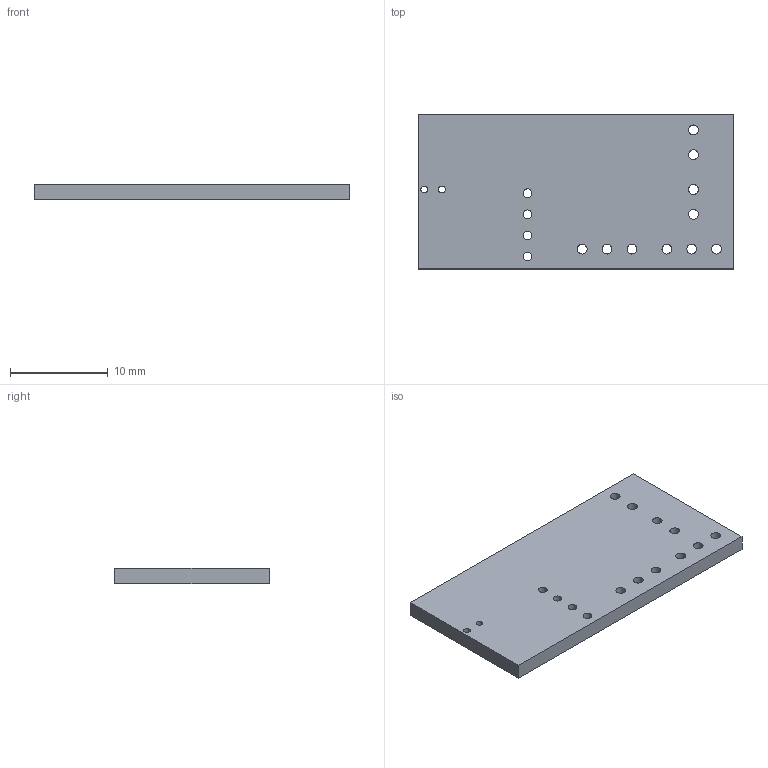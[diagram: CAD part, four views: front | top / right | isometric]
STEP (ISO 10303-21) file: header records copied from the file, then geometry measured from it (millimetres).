
FILE_DESCRIPTION(('KiCad electronic assembly'),'2;1');
FILE_NAME('heatedGripv2.step','2023-10-24T12:06:16',('Pcbnew'),('Kicad') ,'Open CASCADE STEP processor 7.6','KiCad to STEP converter','Unknown' );
FILE_SCHEMA(('AUTOMOTIVE_DESIGN { 1 0 10303 214 1 1 1 1 }'));
Length unit declared in the file: millimetre
Products named in the file (2): heatedGripv2 1; heatedGripv2 PCB
Assembly tree (1 placements, depth 2):
  heatedGripv2 1
    heatedGripv2 PCB
Bounding box: 32.26 x 15.75 x 1.6 mm (x, y, z)
Volume: 794.9 mm3; surface area: 1222.7 mm2
Topology: 1 solids, 1 shells, 22 faces, 60 edges, 40 vertices
Faces by surface type: cylinder 16, plane 6
Full cylindrical faces by diameter (mm): 0.7 x2, 0.9 x4, 1 x10
Entity records: 1703 total; most frequent: CARTESIAN_POINT 436, DIRECTION 228, ORIENTED_EDGE 120, PCURVE 120, DEFINITIONAL_REPRESENTATION 120, LINE 116, VECTOR 116, EDGE_CURVE 60
